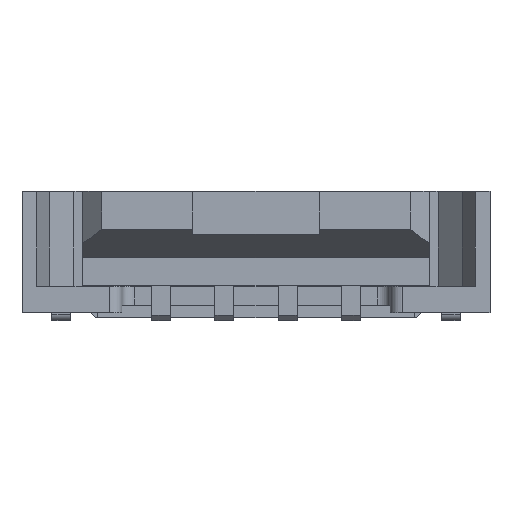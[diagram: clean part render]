
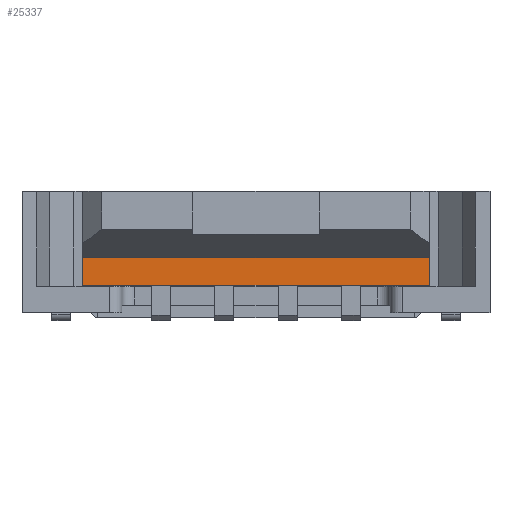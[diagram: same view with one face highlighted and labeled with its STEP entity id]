
A CAD part, front view. The second image highlights one B-rep face of the part: STEP entity #25337.
In plain terms, the highlighted planar face has unit normal (0, -1, 0).
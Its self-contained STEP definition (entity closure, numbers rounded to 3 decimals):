
#24315 = EDGE_CURVE('',#24316,#24318,#24320,.T.);
#24316 = VERTEX_POINT('',#24317);
#24317 = CARTESIAN_POINT('',(1.37,-1.9,0.26));
#24318 = VERTEX_POINT('',#24319);
#24319 = CARTESIAN_POINT('',(1.37,-1.9,0.478));
#24320 = SURFACE_CURVE('',#24321,(#24325,#24337),.PCURVE_S1.);
#24321 = LINE('',#24322,#24323);
#24322 = CARTESIAN_POINT('',(1.37,-1.9,0.26));
#24323 = VECTOR('',#24324,1.);
#24324 = DIRECTION('',(0.,0.,1.));
#24325 = PCURVE('',#24326,#24331);
#24326 = PLANE('',#24327);
#24327 = AXIS2_PLACEMENT_3D('',#24328,#24329,#24330);
#24328 = CARTESIAN_POINT('',(1.37,-0.265,0.26));
#24329 = DIRECTION('',(1.,0.,0.));
#24330 = DIRECTION('',(0.,1.,0.));
#24331 = DEFINITIONAL_REPRESENTATION('',(#24332),#24336);
#24332 = LINE('',#24333,#24334);
#24333 = CARTESIAN_POINT('',(-1.635,0.));
#24334 = VECTOR('',#24335,1.);
#24335 = DIRECTION('',(0.,1.));
#24336 = ( GEOMETRIC_REPRESENTATION_CONTEXT(2) 
PARAMETRIC_REPRESENTATION_CONTEXT() REPRESENTATION_CONTEXT('2D SPACE',''
  ) );
#24337 = PCURVE('',#24338,#24343);
#24338 = PLANE('',#24339);
#24339 = AXIS2_PLACEMENT_3D('',#24340,#24341,#24342);
#24340 = CARTESIAN_POINT('',(1.85,-1.9,0.26));
#24341 = DIRECTION('',(0.,1.,0.));
#24342 = DIRECTION('',(-1.,0.,0.));
#24343 = DEFINITIONAL_REPRESENTATION('',(#24344),#24348);
#24344 = LINE('',#24345,#24346);
#24345 = CARTESIAN_POINT('',(0.48,0.));
#24346 = VECTOR('',#24347,1.);
#24347 = DIRECTION('',(0.,1.));
#24348 = ( GEOMETRIC_REPRESENTATION_CONTEXT(2) 
PARAMETRIC_REPRESENTATION_CONTEXT() REPRESENTATION_CONTEXT('2D SPACE',''
  ) );
#24366 = PLANE('',#24367);
#24367 = AXIS2_PLACEMENT_3D('',#24368,#24369,#24370);
#24368 = CARTESIAN_POINT('',(0.,0.,0.26
    ));
#24369 = DIRECTION('',(0.,0.,-1.));
#24370 = DIRECTION('',(0.,-1.,0.));
#24476 = PLANE('',#24477);
#24477 = AXIS2_PLACEMENT_3D('',#24478,#24479,#24480);
#24478 = CARTESIAN_POINT('',(1.85,-1.9,0.478));
#24479 = DIRECTION('',(0.,0.595,0.804
    ));
#24480 = DIRECTION('',(0.,0.804,-0.595
    ));
#25008 = PLANE('',#25009);
#25009 = AXIS2_PLACEMENT_3D('',#25010,#25011,#25012);
#25010 = CARTESIAN_POINT('',(-1.37,-0.265,0.26));
#25011 = DIRECTION('',(-1.,0.,0.));
#25012 = DIRECTION('',(0.,-1.,0.));
#25023 = EDGE_CURVE('',#25024,#25026,#25028,.T.);
#25024 = VERTEX_POINT('',#25025);
#25025 = CARTESIAN_POINT('',(-1.37,-1.9,0.478));
#25026 = VERTEX_POINT('',#25027);
#25027 = CARTESIAN_POINT('',(-1.37,-1.9,0.26));
#25028 = SURFACE_CURVE('',#25029,(#25033,#25040),.PCURVE_S1.);
#25029 = LINE('',#25030,#25031);
#25030 = CARTESIAN_POINT('',(-1.37,-1.9,0.26));
#25031 = VECTOR('',#25032,1.);
#25032 = DIRECTION('',(0.,0.,-1.));
#25033 = PCURVE('',#25008,#25034);
#25034 = DEFINITIONAL_REPRESENTATION('',(#25035),#25039);
#25035 = LINE('',#25036,#25037);
#25036 = CARTESIAN_POINT('',(1.635,0.));
#25037 = VECTOR('',#25038,1.);
#25038 = DIRECTION('',(0.,-1.));
#25039 = ( GEOMETRIC_REPRESENTATION_CONTEXT(2) 
PARAMETRIC_REPRESENTATION_CONTEXT() REPRESENTATION_CONTEXT('2D SPACE',''
  ) );
#25040 = PCURVE('',#24338,#25041);
#25041 = DEFINITIONAL_REPRESENTATION('',(#25042),#25046);
#25042 = LINE('',#25043,#25044);
#25043 = CARTESIAN_POINT('',(3.22,0.));
#25044 = VECTOR('',#25045,1.);
#25045 = DIRECTION('',(-0.,-1.));
#25046 = ( GEOMETRIC_REPRESENTATION_CONTEXT(2) 
PARAMETRIC_REPRESENTATION_CONTEXT() REPRESENTATION_CONTEXT('2D SPACE',''
  ) );
#25187 = EDGE_CURVE('',#25026,#24316,#25188,.T.);
#25188 = SURFACE_CURVE('',#25189,(#25193,#25200),.PCURVE_S1.);
#25189 = LINE('',#25190,#25191);
#25190 = CARTESIAN_POINT('',(0.,-1.9,0.26));
#25191 = VECTOR('',#25192,1.);
#25192 = DIRECTION('',(1.,0.,0.));
#25193 = PCURVE('',#24366,#25194);
#25194 = DEFINITIONAL_REPRESENTATION('',(#25195),#25199);
#25195 = LINE('',#25196,#25197);
#25196 = CARTESIAN_POINT('',(1.9,0.));
#25197 = VECTOR('',#25198,1.);
#25198 = DIRECTION('',(-0.,-1.));
#25199 = ( GEOMETRIC_REPRESENTATION_CONTEXT(2) 
PARAMETRIC_REPRESENTATION_CONTEXT() REPRESENTATION_CONTEXT('2D SPACE',''
  ) );
#25200 = PCURVE('',#24338,#25201);
#25201 = DEFINITIONAL_REPRESENTATION('',(#25202),#25206);
#25202 = LINE('',#25203,#25204);
#25203 = CARTESIAN_POINT('',(1.85,0.));
#25204 = VECTOR('',#25205,1.);
#25205 = DIRECTION('',(-1.,0.));
#25206 = ( GEOMETRIC_REPRESENTATION_CONTEXT(2) 
PARAMETRIC_REPRESENTATION_CONTEXT() REPRESENTATION_CONTEXT('2D SPACE',''
  ) );
#25337 = ADVANCED_FACE('',(#25338),#24338,.F.);
#25338 = FACE_BOUND('',#25339,.T.);
#25339 = EDGE_LOOP('',(#25340,#25341,#25362,#25363));
#25340 = ORIENTED_EDGE('',*,*,#24315,.T.);
#25341 = ORIENTED_EDGE('',*,*,#25342,.T.);
#25342 = EDGE_CURVE('',#24318,#25024,#25343,.T.);
#25343 = SURFACE_CURVE('',#25344,(#25348,#25355),.PCURVE_S1.);
#25344 = LINE('',#25345,#25346);
#25345 = CARTESIAN_POINT('',(1.85,-1.9,0.478));
#25346 = VECTOR('',#25347,1.);
#25347 = DIRECTION('',(-1.,0.,0.));
#25348 = PCURVE('',#24338,#25349);
#25349 = DEFINITIONAL_REPRESENTATION('',(#25350),#25354);
#25350 = LINE('',#25351,#25352);
#25351 = CARTESIAN_POINT('',(0.,0.218));
#25352 = VECTOR('',#25353,1.);
#25353 = DIRECTION('',(1.,0.));
#25354 = ( GEOMETRIC_REPRESENTATION_CONTEXT(2) 
PARAMETRIC_REPRESENTATION_CONTEXT() REPRESENTATION_CONTEXT('2D SPACE',''
  ) );
#25355 = PCURVE('',#24476,#25356);
#25356 = DEFINITIONAL_REPRESENTATION('',(#25357),#25361);
#25357 = LINE('',#25358,#25359);
#25358 = CARTESIAN_POINT('',(0.,0.));
#25359 = VECTOR('',#25360,1.);
#25360 = DIRECTION('',(0.,1.));
#25361 = ( GEOMETRIC_REPRESENTATION_CONTEXT(2) 
PARAMETRIC_REPRESENTATION_CONTEXT() REPRESENTATION_CONTEXT('2D SPACE',''
  ) );
#25362 = ORIENTED_EDGE('',*,*,#25023,.T.);
#25363 = ORIENTED_EDGE('',*,*,#25187,.T.);
